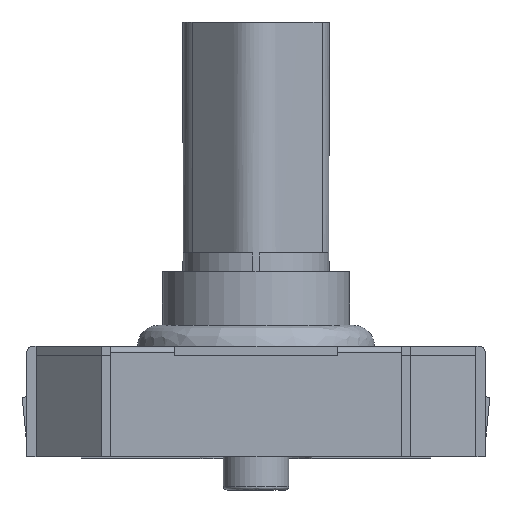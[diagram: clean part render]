
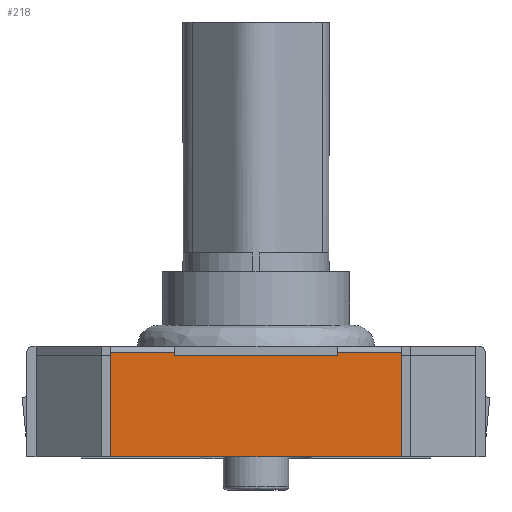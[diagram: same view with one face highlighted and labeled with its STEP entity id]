
A CAD part, front view. The second image highlights one B-rep face of the part: STEP entity #218.
In plain terms, the highlighted planar face has unit normal (0, -1, 0).
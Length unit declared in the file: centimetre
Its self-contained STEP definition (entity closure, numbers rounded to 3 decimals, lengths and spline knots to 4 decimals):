
#25 = DIRECTION ( 'NONE',  ( 0., 0., 1. ) ) ;
#58 = AXIS2_PLACEMENT_3D ( 'NONE', #671, #1165, #688 ) ;
#218 = ADVANCED_FACE ( 'NONE', ( #3968 ), #3123, .F. ) ;
#249 = VECTOR ( 'NONE', #2118, 100. ) ;
#273 = ORIENTED_EDGE ( 'NONE', *, *, #543, .F. ) ;
#409 = CARTESIAN_POINT ( 'NONE',  ( 0.13, -0.375, -0.18 ) ) ;
#469 = CARTESIAN_POINT ( 'NONE',  ( -0.13, -0.375, -0.01 ) ) ;
#494 = LINE ( 'NONE', #749, #1041 ) ;
#543 = EDGE_CURVE ( 'NONE', #3299, #723, #2352, .T. ) ;
#604 = DIRECTION ( 'NONE',  ( 1., 0., 0. ) ) ;
#671 = CARTESIAN_POINT ( 'NONE',  ( -0.13, -0.375, -0.18 ) ) ;
#688 = DIRECTION ( 'NONE',  ( -1., 0., 0. ) ) ;
#723 = VERTEX_POINT ( 'NONE', #2225 ) ;
#749 = CARTESIAN_POINT ( 'NONE',  ( -0.13, -0.375, -0.18 ) ) ;
#776 = VECTOR ( 'NONE', #25, 100. ) ;
#873 = CARTESIAN_POINT ( 'NONE',  ( -0.13, -0.375, -0.015 ) ) ;
#988 = CARTESIAN_POINT ( 'NONE',  ( 0.13, -0.375, -0.01 ) ) ;
#1006 = VERTEX_POINT ( 'NONE', #3587 ) ;
#1018 = CARTESIAN_POINT ( 'NONE',  ( -0.13, -0.375, -0.177 ) ) ;
#1023 = VERTEX_POINT ( 'NONE', #469 ) ;
#1041 = VECTOR ( 'NONE', #3610, 100. ) ;
#1094 = VERTEX_POINT ( 'NONE', #3738 ) ;
#1165 = DIRECTION ( 'NONE',  ( 0., 1., 0. ) ) ;
#1190 = ORIENTED_EDGE ( 'NONE', *, *, #3285, .T. ) ;
#1284 = DIRECTION ( 'NONE',  ( -1., 0., 0. ) ) ;
#1295 = EDGE_CURVE ( 'NONE', #1006, #723, #3236, .T. ) ;
#1327 = LINE ( 'NONE', #409, #776 ) ;
#1328 = VERTEX_POINT ( 'NONE', #3549 ) ;
#1385 = ORIENTED_EDGE ( 'NONE', *, *, #2065, .F. ) ;
#1469 = DIRECTION ( 'NONE',  ( 0., 0., -1. ) ) ;
#1507 = ORIENTED_EDGE ( 'NONE', *, *, #1956, .F. ) ;
#1587 = VERTEX_POINT ( 'NONE', #1922 ) ;
#1716 = EDGE_CURVE ( 'NONE', #1328, #1587, #1779, .T. ) ;
#1779 = LINE ( 'NONE', #3882, #3060 ) ;
#1922 = CARTESIAN_POINT ( 'NONE',  ( -0.2331, -0.375, -0.177 ) ) ;
#1956 = EDGE_CURVE ( 'NONE', #1094, #3299, #1327, .T. ) ;
#2037 = VERTEX_POINT ( 'NONE', #3566 ) ;
#2065 = EDGE_CURVE ( 'NONE', #1023, #2037, #494, .T. ) ;
#2118 = DIRECTION ( 'NONE',  ( 1., 0., 0. ) ) ;
#2225 = CARTESIAN_POINT ( 'NONE',  ( 0.2331, -0.375, -0.01 ) ) ;
#2313 = EDGE_LOOP ( 'NONE', ( #3966, #273, #1507, #1190, #1385, #3869, #2531, #3507 ) ) ;
#2316 = VECTOR ( 'NONE', #3513, 100. ) ;
#2352 = LINE ( 'NONE', #3036, #249 ) ;
#2452 = DIRECTION ( 'NONE',  ( -1., 0., 0. ) ) ;
#2506 = EDGE_CURVE ( 'NONE', #1006, #1587, #3797, .T. ) ;
#2531 = ORIENTED_EDGE ( 'NONE', *, *, #1716, .T. ) ;
#2682 = CARTESIAN_POINT ( 'NONE',  ( 0.2331, -0.375, -0.18 ) ) ;
#2683 = VECTOR ( 'NONE', #2452, 100. ) ;
#2765 = LINE ( 'NONE', #3397, #3854 ) ;
#3036 = CARTESIAN_POINT ( 'NONE',  ( -0.13, -0.375, -0.01 ) ) ;
#3060 = VECTOR ( 'NONE', #1469, 100. ) ;
#3123 = PLANE ( 'NONE',  #58 ) ;
#3236 = LINE ( 'NONE', #2682, #2316 ) ;
#3285 = EDGE_CURVE ( 'NONE', #1094, #2037, #3671, .T. ) ;
#3299 = VERTEX_POINT ( 'NONE', #988 ) ;
#3382 = VECTOR ( 'NONE', #1284, 100. ) ;
#3397 = CARTESIAN_POINT ( 'NONE',  ( -0.13, -0.375, -0.01 ) ) ;
#3507 = ORIENTED_EDGE ( 'NONE', *, *, #2506, .F. ) ;
#3513 = DIRECTION ( 'NONE',  ( 0., 0., 1. ) ) ;
#3549 = CARTESIAN_POINT ( 'NONE',  ( -0.2331, -0.375, -0.01 ) ) ;
#3566 = CARTESIAN_POINT ( 'NONE',  ( -0.13, -0.375, -0.015 ) ) ;
#3587 = CARTESIAN_POINT ( 'NONE',  ( 0.2331, -0.375, -0.177 ) ) ;
#3596 = EDGE_CURVE ( 'NONE', #1328, #1023, #2765, .T. ) ;
#3610 = DIRECTION ( 'NONE',  ( 0., 0., -1. ) ) ;
#3671 = LINE ( 'NONE', #873, #2683 ) ;
#3738 = CARTESIAN_POINT ( 'NONE',  ( 0.13, -0.375, -0.015 ) ) ;
#3797 = LINE ( 'NONE', #1018, #3382 ) ;
#3854 = VECTOR ( 'NONE', #604, 100. ) ;
#3869 = ORIENTED_EDGE ( 'NONE', *, *, #3596, .F. ) ;
#3882 = CARTESIAN_POINT ( 'NONE',  ( -0.2331, -0.375, -0.18 ) ) ;
#3966 = ORIENTED_EDGE ( 'NONE', *, *, #1295, .T. ) ;
#3968 = FACE_OUTER_BOUND ( 'NONE', #2313, .T. ) ;
